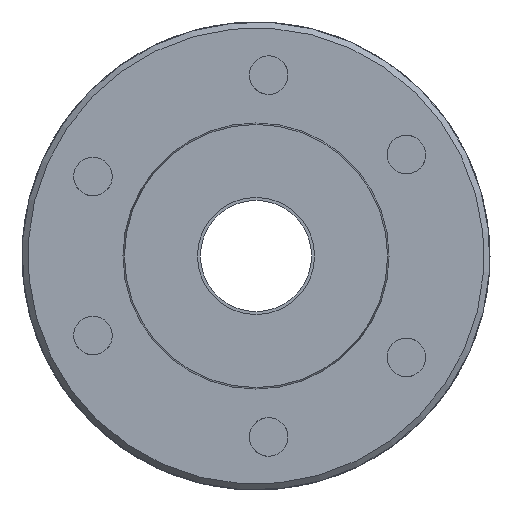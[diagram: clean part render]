
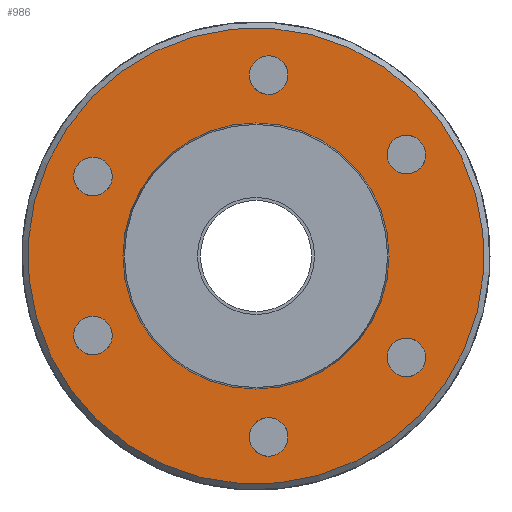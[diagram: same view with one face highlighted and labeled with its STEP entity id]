
A CAD part, left-side view. The second image highlights one B-rep face of the part: STEP entity #986.
In plain terms, the highlighted planar face has unit normal (-1, 0, 0).
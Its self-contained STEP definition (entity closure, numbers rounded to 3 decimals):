
#986 = ADVANCED_FACE( '', ( #2288, #2289, #2290, #2291, #2292, #2293, #2294, #2295 ), #2296, .T. );
#2288 = FACE_BOUND( '', #3923, .T. );
#2289 = FACE_OUTER_BOUND( '', #3924, .T. );
#2290 = FACE_BOUND( '', #3925, .T. );
#2291 = FACE_BOUND( '', #3926, .T. );
#2292 = FACE_BOUND( '', #3927, .T. );
#2293 = FACE_BOUND( '', #3928, .T. );
#2294 = FACE_BOUND( '', #3929, .T. );
#2295 = FACE_BOUND( '', #3930, .T. );
#2296 = PLANE( '', #3931 );
#3923 = EDGE_LOOP( '', ( #6755 ) );
#3924 = EDGE_LOOP( '', ( #6756 ) );
#3925 = EDGE_LOOP( '', ( #6757 ) );
#3926 = EDGE_LOOP( '', ( #6758 ) );
#3927 = EDGE_LOOP( '', ( #6759 ) );
#3928 = EDGE_LOOP( '', ( #6760 ) );
#3929 = EDGE_LOOP( '', ( #6761 ) );
#3930 = EDGE_LOOP( '', ( #6762 ) );
#3931 = AXIS2_PLACEMENT_3D( '', #6763, #6764, #6765 );
#6755 = ORIENTED_EDGE( '', *, *, #9405, .F. );
#6756 = ORIENTED_EDGE( '', *, *, #9406, .T. );
#6757 = ORIENTED_EDGE( '', *, *, #9407, .F. );
#6758 = ORIENTED_EDGE( '', *, *, #9408, .F. );
#6759 = ORIENTED_EDGE( '', *, *, #9057, .F. );
#6760 = ORIENTED_EDGE( '', *, *, #9409, .F. );
#6761 = ORIENTED_EDGE( '', *, *, #9239, .F. );
#6762 = ORIENTED_EDGE( '', *, *, #8812, .F. );
#6763 = CARTESIAN_POINT( '', ( -31.8, -17.526, 8.548 ) );
#6764 = DIRECTION( '', ( -1., 0., 0. ) );
#6765 = DIRECTION( '', ( 0., -0.899, 0.438 ) );
#8812 = EDGE_CURVE( '', #10497, #10497, #10498, .T. );
#9057 = EDGE_CURVE( '', #10879, #10879, #10880, .T. );
#9239 = EDGE_CURVE( '', #11146, #11146, #11147, .T. );
#9405 = EDGE_CURVE( '', #11379, #11379, #11380, .T. );
#9406 = EDGE_CURVE( '', #11381, #11381, #11382, .T. );
#9407 = EDGE_CURVE( '', #11383, #11383, #11384, .T. );
#9408 = EDGE_CURVE( '', #11385, #11385, #11386, .T. );
#9409 = EDGE_CURVE( '', #11387, #11387, #11388, .T. );
#10497 = VERTEX_POINT( '', #12898 );
#10498 = CIRCLE( '', #12899, 1.65 );
#10879 = VERTEX_POINT( '', #13509 );
#10880 = CIRCLE( '', #13510, 1.65 );
#11146 = VERTEX_POINT( '', #13919 );
#11147 = CIRCLE( '', #13920, 1.65 );
#11379 = VERTEX_POINT( '', #14253 );
#11380 = CIRCLE( '', #14254, 11.37 );
#11381 = VERTEX_POINT( '', #14255 );
#11382 = CIRCLE( '', #14256, 19.5 );
#11383 = VERTEX_POINT( '', #14257 );
#11384 = CIRCLE( '', #14258, 1.65 );
#11385 = VERTEX_POINT( '', #14259 );
#11386 = CIRCLE( '', #14260, 1.65 );
#11387 = VERTEX_POINT( '', #14261 );
#11388 = CIRCLE( '', #14262, 1.65 );
#12898 = CARTESIAN_POINT( '', ( -31.8, -14.333, 9.391 ) );
#12899 = AXIS2_PLACEMENT_3D( '', #15512, #15513, #15514 );
#13509 = CARTESIAN_POINT( '', ( -31.8, 12.448, -6.071 ) );
#13510 = AXIS2_PLACEMENT_3D( '', #15805, #15806, #15807 );
#13919 = CARTESIAN_POINT( '', ( -31.8, -2.564, 16.186 ) );
#13920 = AXIS2_PLACEMENT_3D( '', #16063, #16064, #16065 );
#14253 = CARTESIAN_POINT( '', ( -31.8, 0., 11.37 ) );
#14254 = AXIS2_PLACEMENT_3D( '', #16272, #16273, #16274 );
#14255 = CARTESIAN_POINT( '', ( -31.8, -17.526, 8.548 ) );
#14256 = AXIS2_PLACEMENT_3D( '', #16275, #16276, #16277 );
#14257 = CARTESIAN_POINT( '', ( -31.8, -14.333, -7.944 ) );
#14258 = AXIS2_PLACEMENT_3D( '', #16278, #16279, #16280 );
#14259 = CARTESIAN_POINT( '', ( -31.8, -2.564, -14.739 ) );
#14260 = AXIS2_PLACEMENT_3D( '', #16281, #16282, #16283 );
#14261 = CARTESIAN_POINT( '', ( -31.8, 12.448, 7.518 ) );
#14262 = AXIS2_PLACEMENT_3D( '', #16284, #16285, #16286 );
#15512 = CARTESIAN_POINT( '', ( -31.8, -12.85, 8.667 ) );
#15513 = DIRECTION( '', ( -1., 0., 0. ) );
#15514 = DIRECTION( '', ( 0., -0.899, 0.438 ) );
#15805 = CARTESIAN_POINT( '', ( -31.8, 13.931, -6.795 ) );
#15806 = DIRECTION( '', ( -1., 0., 0. ) );
#15807 = DIRECTION( '', ( 0., -0.899, 0.438 ) );
#16063 = CARTESIAN_POINT( '', ( -31.8, -1.081, 15.462 ) );
#16064 = DIRECTION( '', ( -1., 0., 0. ) );
#16065 = DIRECTION( '', ( 0., -0.899, 0.438 ) );
#16272 = CARTESIAN_POINT( '', ( -31.8, 0., 0. ) );
#16273 = DIRECTION( '', ( -1., 0., 0. ) );
#16274 = DIRECTION( '', ( 0., 0., 1. ) );
#16275 = CARTESIAN_POINT( '', ( -31.8, 0., 0. ) );
#16276 = DIRECTION( '', ( -1., 0., 0. ) );
#16277 = DIRECTION( '', ( 0., -0.899, 0.438 ) );
#16278 = CARTESIAN_POINT( '', ( -31.8, -12.85, -8.667 ) );
#16279 = DIRECTION( '', ( -1., 0., 0. ) );
#16280 = DIRECTION( '', ( 0., -0.899, 0.438 ) );
#16281 = CARTESIAN_POINT( '', ( -31.8, -1.081, -15.462 ) );
#16282 = DIRECTION( '', ( -1., 0., 0. ) );
#16283 = DIRECTION( '', ( 0., -0.899, 0.438 ) );
#16284 = CARTESIAN_POINT( '', ( -31.8, 13.931, 6.795 ) );
#16285 = DIRECTION( '', ( -1., 0., 0. ) );
#16286 = DIRECTION( '', ( 0., -0.899, 0.438 ) );
